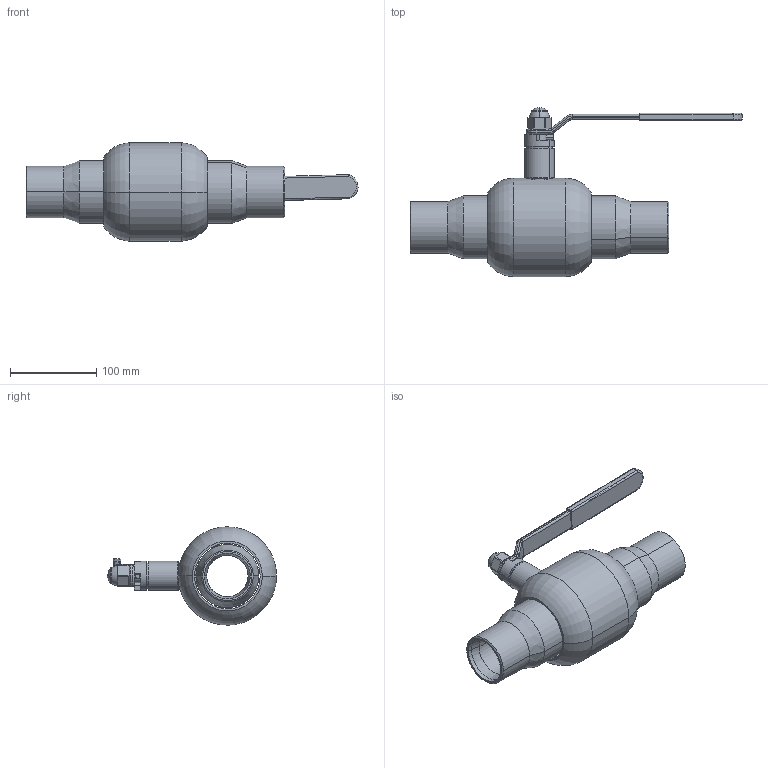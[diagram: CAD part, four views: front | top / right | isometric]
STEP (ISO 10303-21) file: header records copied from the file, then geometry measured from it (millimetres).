
FILE_DESCRIPTION (( 'STEP AP214' ), '1' );
FILE_NAME ('通径DN50焊接球阀.STEP', '2026-01-28T02:39:49', ( '' ), ( '' ), 'SwSTEP 2.0', 'SolidWorks 2022', '' );
FILE_SCHEMA (( 'AUTOMOTIVE_DESIGN' ));
Length unit declared in the file: millimetre
Products named in the file (9): Q61F-65-5粣杶; DN65概极 - 萵掛; Q61F-65-3概裝; Q61F-65-16詩种; Q61F-65-18參杶; 籵噤諉50; Q61F-65-19概裝蹟譫; Q61F-65-17球阀把手; 籵噤DN50爾諉⑩概
Assembly tree (9 placements, depth 2):
  籵噤DN50爾諉⑩概
    Q61F-65-5粣杶
    DN65概极 - 萵掛
    籵噤諉50  x2
    Q61F-65-3概裝
    Q61F-65-16詩种
    Q61F-65-17球阀把手
    Q61F-65-19概裝蹟譫
    Q61F-65-18參杶
Bounding box: 384.7 x 196 x 114 mm (x, y, z)
Volume: 578791.5 mm3; surface area: 236658.5 mm2
Topology: 10 solids, 10 shells, 244 faces, 538 edges, 319 vertices
Faces by surface type: cylinder 105, plane 73, torus 40, cone 22, sphere 4
Entity records: 7199 total; most frequent: CARTESIAN_POINT 1478, DIRECTION 1178, ORIENTED_EDGE 964, AXIS2_PLACEMENT_3D 487, EDGE_CURVE 482, VERTEX_POINT 291, CIRCLE 256, EDGE_LOOP 241
